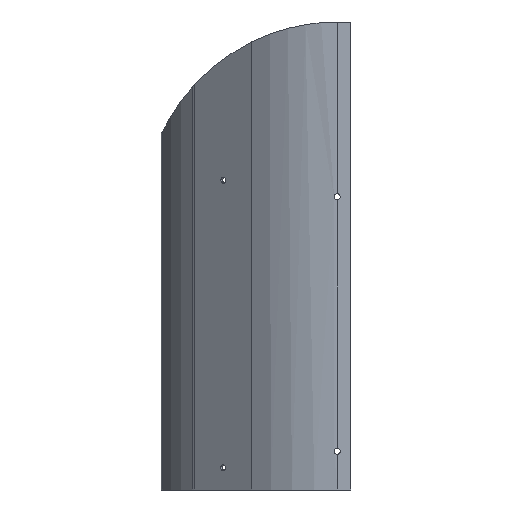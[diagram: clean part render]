
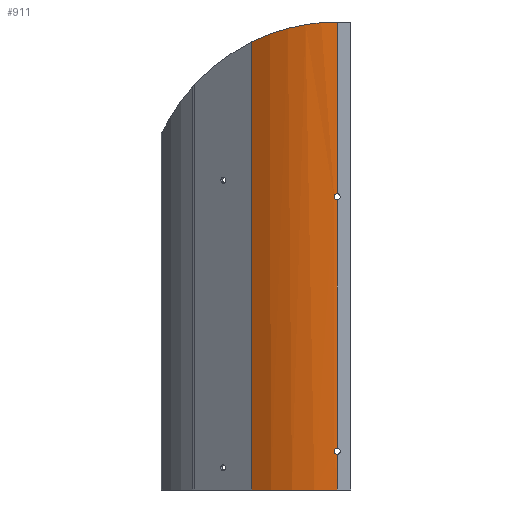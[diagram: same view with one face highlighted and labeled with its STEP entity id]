
A CAD part, front view. The second image highlights one B-rep face of the part: STEP entity #911.
In plain terms, the highlighted cylindrical face has radius 155.575 mm (diameter 311.15 mm), a partial arc.
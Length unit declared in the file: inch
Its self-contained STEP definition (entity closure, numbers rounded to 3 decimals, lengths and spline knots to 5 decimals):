
#40=CYLINDRICAL_SURFACE('',#1006,6.125);
#48=CIRCLE('',#941,6.125);
#146=FACE_OUTER_BOUND('',#200,.T.);
#200=EDGE_LOOP('',(#786,#787,#788,#789,#790,#791,#792,#793));
#217=B_SPLINE_CURVE_WITH_KNOTS('',3,(#1354,#1355,#1356,#1357,#1358,#1359,
#1360,#1361,#1362,#1363,#1364,#1365,#1366,#1367,#1368,#1369,#1370,#1371,
#1372,#1373,#1374,#1375),.UNSPECIFIED.,.F.,.F.,(4,2,2,2,2,2,2,2,2,2,4),
(-0.45484,-0.42482,-0.39494,-0.35174,
-0.31132,-0.27801,-0.24547,-0.20747,
-0.15679,-0.0914,0.),.UNSPECIFIED.);
#219=B_SPLINE_CURVE_WITH_KNOTS('',3,(#1468,#1469,#1470,#1471,#1472,#1473,
#1474,#1475,#1476,#1477,#1478,#1479,#1480,#1481,#1482,#1483,#1484,#1485,
#1486,#1487,#1488,#1489),.UNSPECIFIED.,.F.,.F.,(4,2,2,2,2,2,2,2,2,2,4),
(-0.45484,-0.42482,-0.39494,-0.35174,
-0.31132,-0.27801,-0.24547,-0.20747,
-0.15679,-0.0914,0.),.UNSPECIFIED.);
#221=B_SPLINE_CURVE_WITH_KNOTS('',3,(#1607,#1608,#1609,#1610,#1611,#1612,
#1613,#1614,#1615,#1616,#1617,#1618,#1619,#1620,#1621,#1622,#1623,#1624,
#1625,#1626,#1627,#1628,#1629,#1630,#1631,#1632,#1633,#1634,#1635,#1636,
#1637),.UNSPECIFIED.,.F.,.F.,(4,3,3,3,3,3,3,3,3,3,4),(0.,0.125,0.25,0.375,
0.5,0.5625,0.625,0.75,0.875,0.9375,1.),.UNSPECIFIED.);
#299=LINE('',#1929,#380);
#300=LINE('',#1930,#381);
#301=LINE('',#1931,#382);
#302=LINE('',#1932,#383);
#380=VECTOR('',#1231,7.76015);
#381=VECTOR('',#1232,20.24991);
#382=VECTOR('',#1233,1.61015);
#383=VECTOR('',#1234,11.2203);
#393=VERTEX_POINT('',#1327);
#395=VERTEX_POINT('',#1352);
#397=VERTEX_POINT('',#1441);
#399=VERTEX_POINT('',#1466);
#405=VERTEX_POINT('',#1502);
#407=VERTEX_POINT('',#1508);
#413=VERTEX_POINT('',#1526);
#415=VERTEX_POINT('',#1605);
#472=EDGE_CURVE('',#393,#395,#217,.T.);
#476=EDGE_CURVE('',#397,#399,#219,.T.);
#486=EDGE_CURVE('',#405,#407,#48,.T.);
#498=EDGE_CURVE('',#415,#413,#221,.T.);
#588=EDGE_CURVE('',#413,#399,#299,.T.);
#589=EDGE_CURVE('',#415,#405,#300,.T.);
#590=EDGE_CURVE('',#393,#407,#301,.T.);
#591=EDGE_CURVE('',#397,#395,#302,.T.);
#786=ORIENTED_EDGE('',*,*,#476,.T.);
#787=ORIENTED_EDGE('',*,*,#588,.F.);
#788=ORIENTED_EDGE('',*,*,#498,.F.);
#789=ORIENTED_EDGE('',*,*,#589,.T.);
#790=ORIENTED_EDGE('',*,*,#486,.T.);
#791=ORIENTED_EDGE('',*,*,#590,.F.);
#792=ORIENTED_EDGE('',*,*,#472,.T.);
#793=ORIENTED_EDGE('',*,*,#591,.F.);
#911=ADVANCED_FACE('',(#146),#40,.T.);
#941=AXIS2_PLACEMENT_3D('',#1510,#1040,#1041);
#1006=AXIS2_PLACEMENT_3D('',#1928,#1229,#1230);
#1040=DIRECTION('center_axis',(0.,0.,1.));
#1041=DIRECTION('ref_axis',(1.,0.,0.));
#1229=DIRECTION('center_axis',(0.,0.,-1.));
#1230=DIRECTION('ref_axis',(1.,0.,0.));
#1231=DIRECTION('',(0.,0.,-1.));
#1232=DIRECTION('',(0.,0.,-1.));
#1233=DIRECTION('',(0.,0.,-1.));
#1234=DIRECTION('',(0.,0.,-1.));
#1327=CARTESIAN_POINT('',(-32.37625,-9.3125,1.61015));
#1352=CARTESIAN_POINT('',(-32.37625,-9.3125,1.88985));
#1354=CARTESIAN_POINT('Ctrl Pts',(-32.37625,-9.3125,1.61015));
#1355=CARTESIAN_POINT('Ctrl Pts',(-32.38817,-9.3125,1.60891));
#1356=CARTESIAN_POINT('Ctrl Pts',(-32.4001,-9.31246,1.6092));
#1357=CARTESIAN_POINT('Ctrl Pts',(-32.42368,-9.31233,1.6128));
#1358=CARTESIAN_POINT('Ctrl Pts',(-32.43528,-9.31223,1.6161));
#1359=CARTESIAN_POINT('Ctrl Pts',(-32.46219,-9.31192,1.62767));
#1360=CARTESIAN_POINT('Ctrl Pts',(-32.4777,-9.31167,1.63782));
#1361=CARTESIAN_POINT('Ctrl Pts',(-32.50395,-9.31118,1.66466));
#1362=CARTESIAN_POINT('Ctrl Pts',(-32.51403,-9.31095,1.67999));
#1363=CARTESIAN_POINT('Ctrl Pts',(-32.52655,-9.31066,1.71065));
#1364=CARTESIAN_POINT('Ctrl Pts',(-32.53134,-9.31054,1.72873));
#1365=CARTESIAN_POINT('Ctrl Pts',(-32.53136,-9.31054,1.77068));
#1366=CARTESIAN_POINT('Ctrl Pts',(-32.52679,-9.31065,1.78874));
#1367=CARTESIAN_POINT('Ctrl Pts',(-32.51406,-9.31095,1.81997));
#1368=CARTESIAN_POINT('Ctrl Pts',(-32.50398,-9.31118,1.83529));
#1369=CARTESIAN_POINT('Ctrl Pts',(-32.47439,-9.31174,1.86558));
#1370=CARTESIAN_POINT('Ctrl Pts',(-32.45711,-9.31198,1.87449));
#1371=CARTESIAN_POINT('Ctrl Pts',(-32.43245,-9.31226,1.88513));
#1372=CARTESIAN_POINT('Ctrl Pts',(-32.42043,-9.31235,1.88769));
#1373=CARTESIAN_POINT('Ctrl Pts',(-32.40013,-9.31246,1.8908));
#1374=CARTESIAN_POINT('Ctrl Pts',(-32.38818,-9.3125,1.89109));
#1375=CARTESIAN_POINT('Ctrl Pts',(-32.37625,-9.3125,1.88985));
#1441=CARTESIAN_POINT('',(-32.37625,-9.3125,13.11015));
#1466=CARTESIAN_POINT('',(-32.37625,-9.3125,13.38985));
#1468=CARTESIAN_POINT('Ctrl Pts',(-32.37625,-9.3125,13.11015));
#1469=CARTESIAN_POINT('Ctrl Pts',(-32.38817,-9.3125,13.10891));
#1470=CARTESIAN_POINT('Ctrl Pts',(-32.4001,-9.31246,13.1092));
#1471=CARTESIAN_POINT('Ctrl Pts',(-32.42368,-9.31233,13.1128));
#1472=CARTESIAN_POINT('Ctrl Pts',(-32.43528,-9.31223,13.1161));
#1473=CARTESIAN_POINT('Ctrl Pts',(-32.46219,-9.31192,13.12767));
#1474=CARTESIAN_POINT('Ctrl Pts',(-32.4777,-9.31167,13.13782));
#1475=CARTESIAN_POINT('Ctrl Pts',(-32.50395,-9.31118,13.16466));
#1476=CARTESIAN_POINT('Ctrl Pts',(-32.51403,-9.31095,13.17999));
#1477=CARTESIAN_POINT('Ctrl Pts',(-32.52655,-9.31066,13.21065));
#1478=CARTESIAN_POINT('Ctrl Pts',(-32.53134,-9.31054,13.22873));
#1479=CARTESIAN_POINT('Ctrl Pts',(-32.53136,-9.31054,13.27068));
#1480=CARTESIAN_POINT('Ctrl Pts',(-32.52679,-9.31065,13.28874));
#1481=CARTESIAN_POINT('Ctrl Pts',(-32.51406,-9.31095,13.31997));
#1482=CARTESIAN_POINT('Ctrl Pts',(-32.50398,-9.31118,13.33529));
#1483=CARTESIAN_POINT('Ctrl Pts',(-32.47439,-9.31174,13.36558));
#1484=CARTESIAN_POINT('Ctrl Pts',(-32.45711,-9.31198,13.37449));
#1485=CARTESIAN_POINT('Ctrl Pts',(-32.43245,-9.31226,13.38513));
#1486=CARTESIAN_POINT('Ctrl Pts',(-32.42043,-9.31235,13.38769));
#1487=CARTESIAN_POINT('Ctrl Pts',(-32.40013,-9.31246,13.3908));
#1488=CARTESIAN_POINT('Ctrl Pts',(-32.38818,-9.3125,13.39109));
#1489=CARTESIAN_POINT('Ctrl Pts',(-32.37625,-9.3125,13.38985));
#1502=CARTESIAN_POINT('',(-36.24988,-7.93203,0.));
#1508=CARTESIAN_POINT('',(-32.37625,-9.3125,0.));
#1510=CARTESIAN_POINT('Origin',(-32.37625,-3.1875,0.));
#1526=CARTESIAN_POINT('',(-32.37625,-9.3125,21.15));
#1605=CARTESIAN_POINT('',(-36.24988,-7.93203,20.24991));
#1607=CARTESIAN_POINT('Ctrl Pts',(-36.24988,-7.93203,20.24991));
#1608=CARTESIAN_POINT('Ctrl Pts',(-36.11913,-8.03879,20.31415));
#1609=CARTESIAN_POINT('Ctrl Pts',(-35.98343,-8.14055,20.37675));
#1610=CARTESIAN_POINT('Ctrl Pts',(-35.84344,-8.23668,20.43689));
#1611=CARTESIAN_POINT('Ctrl Pts',(-35.70344,-8.33281,20.49702));
#1612=CARTESIAN_POINT('Ctrl Pts',(-35.55902,-8.42344,20.55474));
#1613=CARTESIAN_POINT('Ctrl Pts',(-35.40991,-8.50845,20.60961));
#1614=CARTESIAN_POINT('Ctrl Pts',(-35.26079,-8.59347,20.66447));
#1615=CARTESIAN_POINT('Ctrl Pts',(-35.10676,-8.67294,20.71653));
#1616=CARTESIAN_POINT('Ctrl Pts',(-34.94925,-8.74585,20.76477));
#1617=CARTESIAN_POINT('Ctrl Pts',(-34.79175,-8.81876,20.81302));
#1618=CARTESIAN_POINT('Ctrl Pts',(-34.63047,-8.88531,20.85758));
#1619=CARTESIAN_POINT('Ctrl Pts',(-34.46518,-8.94528,20.89804));
#1620=CARTESIAN_POINT('Ctrl Pts',(-34.38254,-8.97526,20.91827));
#1621=CARTESIAN_POINT('Ctrl Pts',(-34.29882,-9.00361,20.93749));
#1622=CARTESIAN_POINT('Ctrl Pts',(-34.21475,-9.03006,20.95548));
#1623=CARTESIAN_POINT('Ctrl Pts',(-34.13069,-9.05651,20.97348));
#1624=CARTESIAN_POINT('Ctrl Pts',(-34.04613,-9.08113,20.99028));
#1625=CARTESIAN_POINT('Ctrl Pts',(-33.96108,-9.10391,21.00588));
#1626=CARTESIAN_POINT('Ctrl Pts',(-33.79098,-9.14948,21.03708));
#1627=CARTESIAN_POINT('Ctrl Pts',(-33.61889,-9.18773,21.06344));
#1628=CARTESIAN_POINT('Ctrl Pts',(-33.44479,-9.21857,21.08478));
#1629=CARTESIAN_POINT('Ctrl Pts',(-33.27068,-9.24942,21.10611));
#1630=CARTESIAN_POINT('Ctrl Pts',(-33.09455,-9.27287,21.12241));
#1631=CARTESIAN_POINT('Ctrl Pts',(-32.91631,-9.28864,21.13338));
#1632=CARTESIAN_POINT('Ctrl Pts',(-32.82719,-9.29653,21.13887));
#1633=CARTESIAN_POINT('Ctrl Pts',(-32.73754,-9.3025,21.14302));
#1634=CARTESIAN_POINT('Ctrl Pts',(-32.64735,-9.3065,21.1458));
#1635=CARTESIAN_POINT('Ctrl Pts',(-32.55716,-9.31049,21.14859));
#1636=CARTESIAN_POINT('Ctrl Pts',(-32.46661,-9.3125,21.15));
#1637=CARTESIAN_POINT('Ctrl Pts',(-32.37625,-9.3125,21.15));
#1928=CARTESIAN_POINT('Origin',(-32.37625,-3.1875,33.49213));
#1929=CARTESIAN_POINT('',(-32.37625,-9.3125,21.15));
#1930=CARTESIAN_POINT('',(-36.24988,-7.93203,20.24991));
#1931=CARTESIAN_POINT('',(-32.37625,-9.3125,1.61015));
#1932=CARTESIAN_POINT('',(-32.37625,-9.3125,13.11015));
